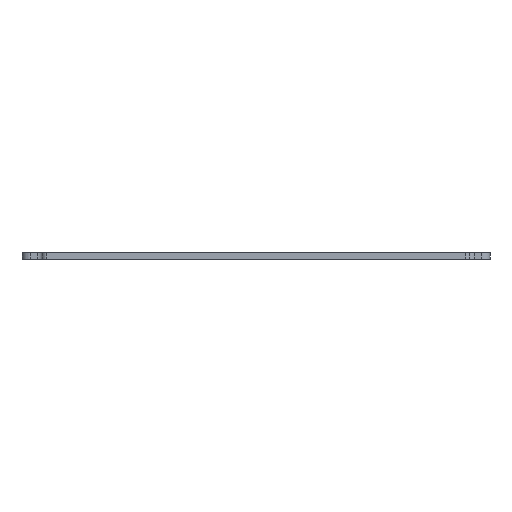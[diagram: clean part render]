
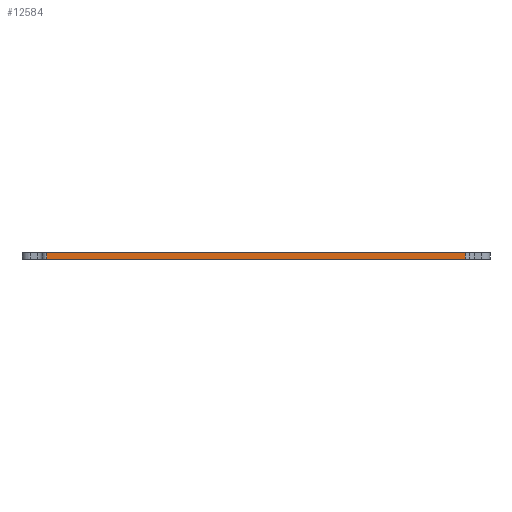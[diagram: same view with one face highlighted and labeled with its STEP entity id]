
A CAD part, left-side view. The second image highlights one B-rep face of the part: STEP entity #12584.
In plain terms, the highlighted planar face has unit normal (-1, 0, 0).
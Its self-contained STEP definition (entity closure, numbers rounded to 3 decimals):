
#465=PLANE('',#13796);
#1068=FACE_OUTER_BOUND('',#1684,.T.);
#1684=EDGE_LOOP('',(#10369,#10370,#10371,#10372));
#3050=LINE('',#21080,#4284);
#3051=LINE('',#21083,#4285);
#3052=LINE('',#21085,#4286);
#3053=LINE('',#21086,#4287);
#4284=VECTOR('',#17386,10.);
#4285=VECTOR('',#17389,10.);
#4286=VECTOR('',#17390,10.);
#4287=VECTOR('',#17391,10.);
#6117=VERTEX_POINT('',#21076);
#6118=VERTEX_POINT('',#21078);
#6119=VERTEX_POINT('',#21082);
#6120=VERTEX_POINT('',#21084);
#7936=EDGE_CURVE('',#6117,#6118,#3050,.T.);
#7937=EDGE_CURVE('',#6119,#6117,#3051,.T.);
#7938=EDGE_CURVE('',#6120,#6118,#3052,.T.);
#7939=EDGE_CURVE('',#6119,#6120,#3053,.T.);
#10369=ORIENTED_EDGE('',*,*,#7937,.T.);
#10370=ORIENTED_EDGE('',*,*,#7936,.T.);
#10371=ORIENTED_EDGE('',*,*,#7938,.F.);
#10372=ORIENTED_EDGE('',*,*,#7939,.F.);
#12584=ADVANCED_FACE('',(#1068),#465,.T.);
#13796=AXIS2_PLACEMENT_3D('',#21081,#17387,#17388);
#17386=DIRECTION('',(0.,0.,1.));
#17387=DIRECTION('center_axis',(-1.,0.,0.));
#17388=DIRECTION('ref_axis',(0.,-1.,0.));
#17389=DIRECTION('',(0.,-1.,0.));
#17390=DIRECTION('',(0.,-1.,0.));
#17391=DIRECTION('',(0.,0.,1.));
#21076=CARTESIAN_POINT('',(-67.944,-105.728,0.));
#21078=CARTESIAN_POINT('',(-67.944,-105.728,1.5));
#21080=CARTESIAN_POINT('',(-67.944,-105.728,0.));
#21081=CARTESIAN_POINT('Origin',(-67.944,-12.059,0.));
#21082=CARTESIAN_POINT('',(-67.944,-12.059,0.));
#21083=CARTESIAN_POINT('',(-67.944,-12.059,0.));
#21084=CARTESIAN_POINT('',(-67.944,-12.059,1.5));
#21085=CARTESIAN_POINT('',(-67.944,-12.059,1.5));
#21086=CARTESIAN_POINT('',(-67.944,-12.059,0.));
